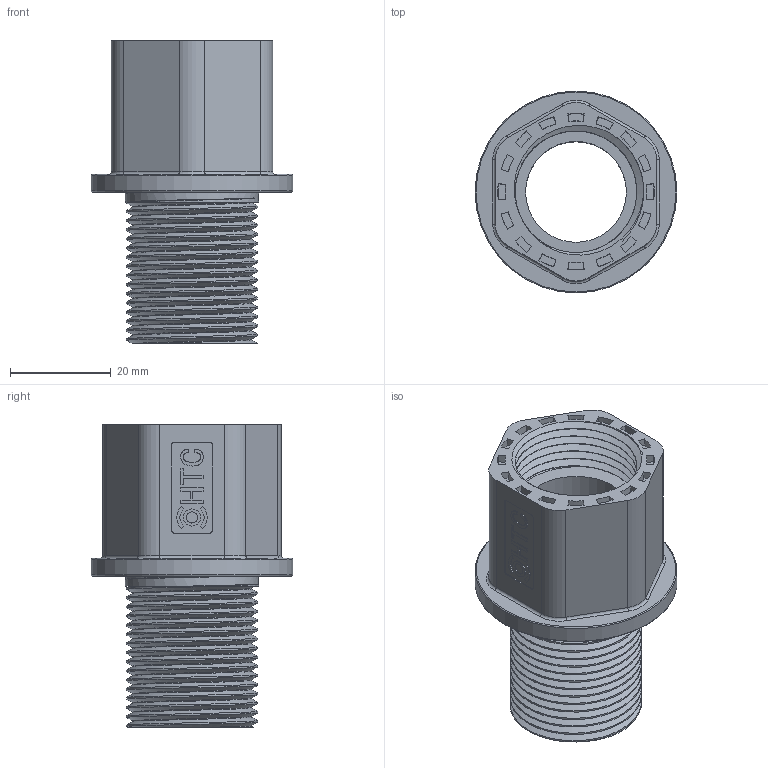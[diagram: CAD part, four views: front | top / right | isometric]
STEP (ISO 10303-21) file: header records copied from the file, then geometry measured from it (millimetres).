
FILE_DESCRIPTION(/* description */ (''),/* implementation_level */ '2;1');
FILE_NAME(/* name */ '4分之3_20231116.stp',/* time_stamp */ '2023-11-16T15:50:27+08:00',/* author */ (''),/* organization */ (''),/* preprocessor_version */ 'ST-DEVELOPER v16.7',/* originating_system */ 'SIEMENS PLM Software NX 12.0',/* authorisation */ '');
FILE_SCHEMA (('AP203_CONFIGURATION_CONTROLLED_3D_DESIGN_OF_MECHANICAL_PARTS_AND_ASSEMBLIES_MIM_LF { 1 0 10303 403 2 1 2}'));
Length unit declared in the file: millimetre
Products named in the file (1): 6144D44D759t
Bounding box: 40 x 40 x 60 mm (x, y, z)
Volume: 21383.6 mm3; surface area: 14459 mm2
Topology: 1 solids, 2 shells, 816 faces, 2274 edges, 1512 vertices
Faces by surface type: plane 654, extrusion 81, cone 32, cylinder 31, bspline 10, torus 8
Full cylindrical faces by diameter (mm): 2.2 x1, 3.4 x1, 20 x1, 40 x1
Entity records: 38543 total; most frequent: CARTESIAN_POINT 17876, ORIENTED_EDGE 4532, DIRECTION 3682, EDGE_CURVE 2266, VECTOR 1958, LINE 1877, VERTEX_POINT 1510, EDGE_LOOP 874
